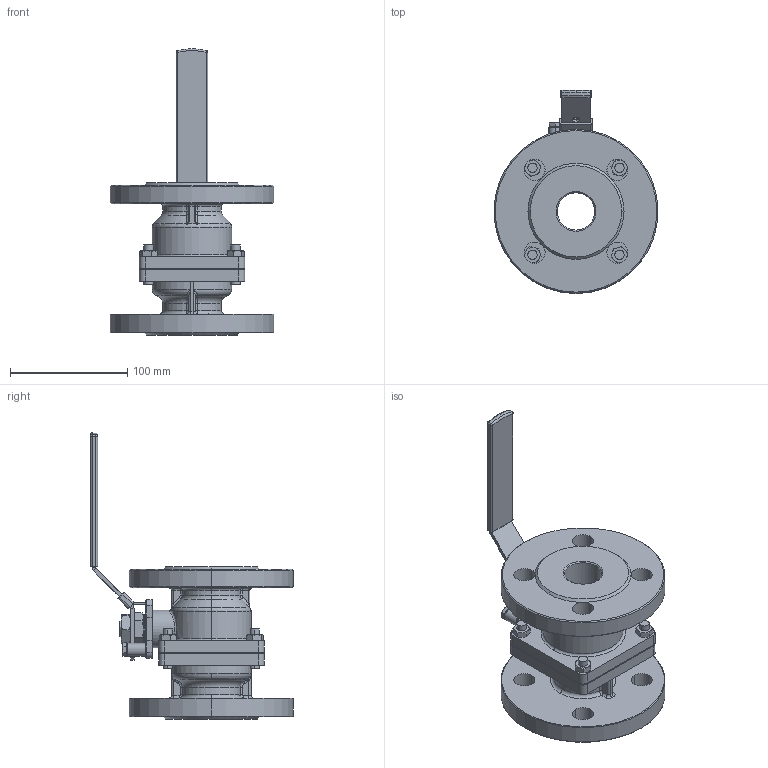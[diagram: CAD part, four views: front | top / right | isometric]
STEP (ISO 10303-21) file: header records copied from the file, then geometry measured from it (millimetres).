
FILE_DESCRIPTION (( 'STEP AP203' ), '1' );
FILE_NAME ('MD-27-DN32-PN40.STEP', '2019-10-23T03:35:04', ( '' ), ( '' ), 'SwSTEP 2.0', 'SolidWorks 2012', '' );
FILE_SCHEMA (( 'CONFIG_CONTROL_DESIGN' ));
Length unit declared in the file: millimetre
Products named in the file (9): MD-27-DN32-PN40; Hexagon Thin Nut ISO - 4035 - M16 - N_Hexagon Thin Nut ISO - 4035 - M16 - N; ISO 4017 - M6 x 20-N_ISO 4017 - M6 x 20-N; JIS B 1181 Hexagon nut - Class 3 Finished M8 --N_JIS B 1181 Hexagon nut - Class 3 Finished M8 --N; MD-27-DN32-PN40-STOP PIN; MD-27-DN32-PN40-TAB WASHER; MD-27-DN32-PN40-HANDLE_166; MD-27-DN32-PN40-CAP; MD-27-DN32-PN40-BODY
Assembly tree (12 placements, depth 2):
  MD-27-DN32-PN40
    MD-27-DN32-PN40-BODY
    MD-27-DN32-PN40-CAP
    MD-27-DN32-PN40-HANDLE_166
    MD-27-DN32-PN40-TAB WASHER
    MD-27-DN32-PN40-STOP PIN
    JIS B 1181 Hexagon nut - Class 3 Finished M8 --N_JIS B 1181 Hexagon nut - Class 3 Finished M8 --N  x4
    ISO 4017 - M6 x 20-N_ISO 4017 - M6 x 20-N
    Hexagon Thin Nut ISO - 4035 - M16 - N_Hexagon Thin Nut ISO - 4035 - M16 - N  x2
Bounding box: 140 x 173 x 244.42 mm (x, y, z)
Volume: 831594.9 mm3; surface area: 162354.9 mm2
Topology: 12 solids, 12 shells, 640 faces, 1486 edges, 875 vertices
Faces by surface type: plane 204, cylinder 187, cone 139, bspline 60, torus 40, sphere 10
Entity records: 18372 total; most frequent: CARTESIAN_POINT 5353, DIRECTION 2561, ORIENTED_EDGE 2476, EDGE_CURVE 1238, AXIS2_PLACEMENT_3D 1027, VERTEX_POINT 739, EDGE_LOOP 589, CIRCLE 544
